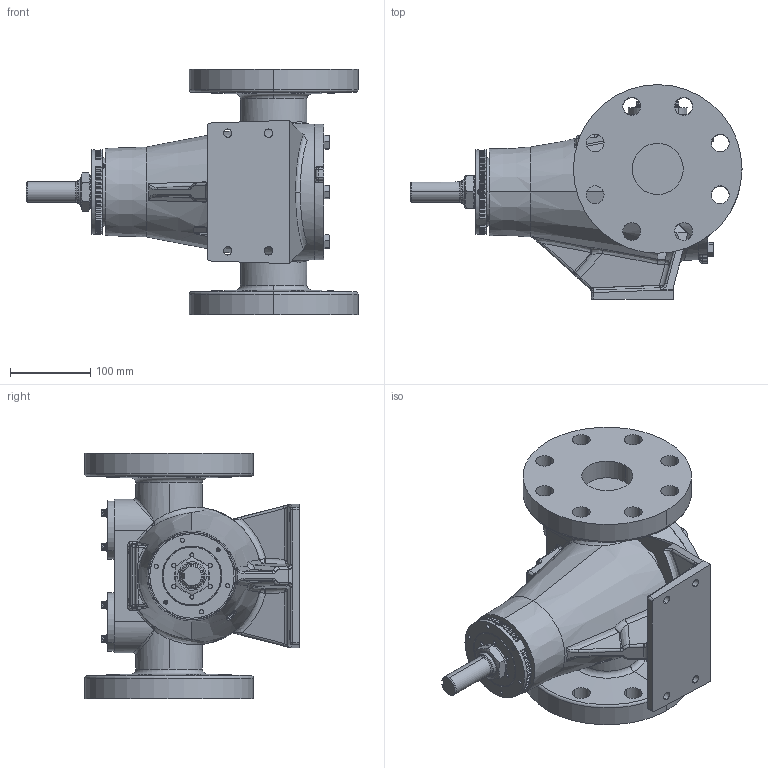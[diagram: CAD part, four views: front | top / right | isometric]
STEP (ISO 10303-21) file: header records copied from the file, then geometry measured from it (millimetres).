
FILE_DESCRIPTION (( 'STEP AP214' ), '1' );
FILE_NAME ('AV-792.STEP', '2019-05-24T17:55:13', ( '' ), ( '' ), 'SwSTEP 2.0', 'SolidWorks 2018', '' );
FILE_SCHEMA (( 'AUTOMOTIVE_DESIGN' ));
Length unit declared in the file: inch
Products named in the file (1): AV-792
Bounding box: 412.62 x 266.57 x 304.8 mm (x, y, z)
Volume: 7690719.9 mm3; surface area: 467382.7 mm2
Topology: 1 solids, 1 shells, 2024 faces, 5197 edges, 3325 vertices
Faces by surface type: plane 1029, cylinder 496, bspline 225, cone 205, torus 44, sphere 25
Entity records: 98430 total; most frequent: CARTESIAN_POINT 32345, ORIENTED_EDGE 10360, DIRECTION 9008, EDGE_CURVE 5180, VERTEX_POINT 3325, AXIS2_PLACEMENT_3D 3265, LINE 2478, VECTOR 2478
